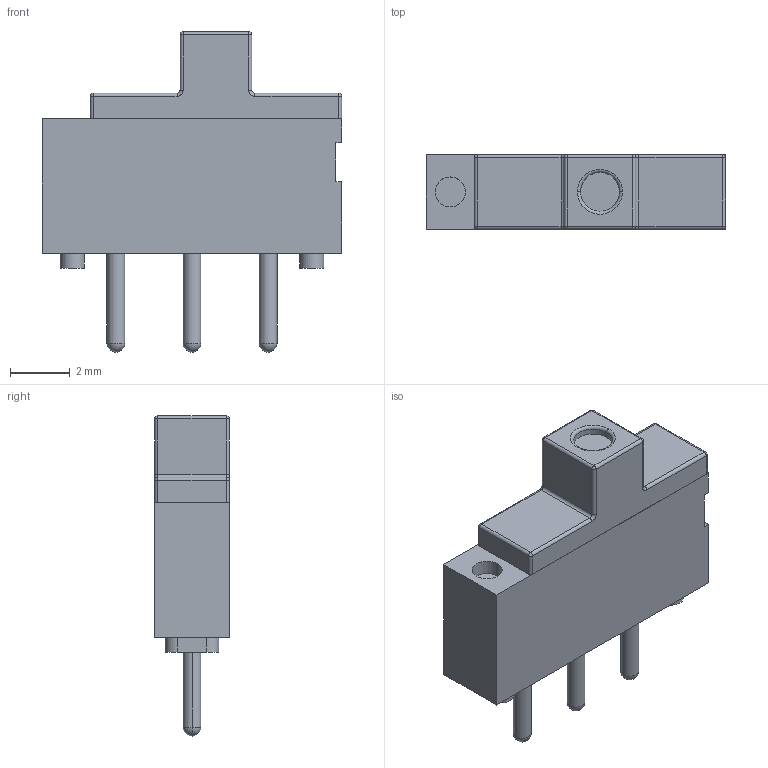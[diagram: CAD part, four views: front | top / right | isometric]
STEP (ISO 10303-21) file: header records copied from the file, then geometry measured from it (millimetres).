
FILE_DESCRIPTION (( 'STEP AP214' ), '1' );
FILE_NAME ('1K2_Raised.STEP', '2022-07-27T06:18:07', ( '' ), ( '' ), 'SwSTEP 2.0', 'SolidWorks 2018', '' );
FILE_SCHEMA (( 'AUTOMOTIVE_DESIGN' ));
Length unit declared in the file: millimetre
Products named in the file (1): 1K2_Raised
Bounding box: 10 x 2.5 x 10.7 mm (x, y, z)
Volume: 145.1 mm3; surface area: 224.7 mm2
Topology: 1 solids, 1 shells, 81 faces, 196 edges, 111 vertices
Faces by surface type: cylinder 34, plane 27, sphere 14, torus 6
Entity records: 3121 total; most frequent: DIRECTION 422, CARTESIAN_POINT 363, ORIENTED_EDGE 352, EDGE_CURVE 176, AXIS2_PLACEMENT_3D 164, VERTEX_POINT 105, LINE 94, VECTOR 94
